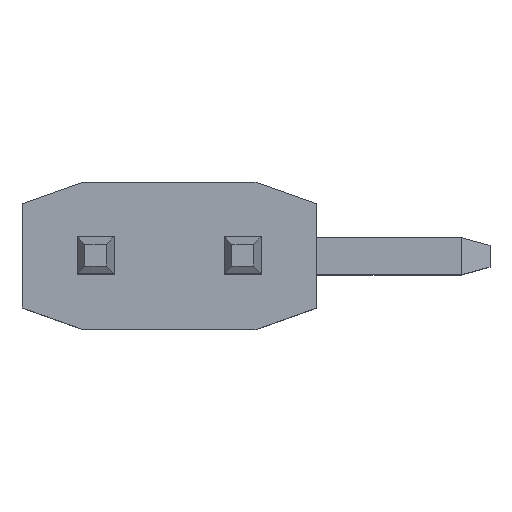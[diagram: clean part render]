
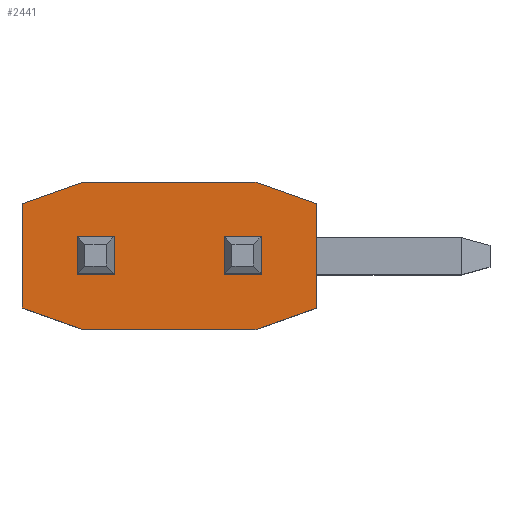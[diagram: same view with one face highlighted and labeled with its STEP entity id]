
A CAD part, top view. The second image highlights one B-rep face of the part: STEP entity #2441.
In plain terms, the highlighted planar face has unit normal (0, 0, 1).
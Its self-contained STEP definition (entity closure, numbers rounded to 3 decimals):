
#3 = CARTESIAN_POINT ( 'NONE',  ( 2.249, 3.523, 2.54 ) ) ;
#8 = ORIENTED_EDGE ( 'NONE', *, *, #1234, .T. ) ;
#13 = DIRECTION ( 'NONE',  ( -1., 0., 0. ) ) ;
#17 = CARTESIAN_POINT ( 'NONE',  ( 2.799, 2.573, 2.54 ) ) ;
#19 = DIRECTION ( 'NONE',  ( 0.942, 0.335, 0. ) ) ;
#34 = ORIENTED_EDGE ( 'NONE', *, *, #550, .T. ) ;
#55 = ORIENTED_EDGE ( 'NONE', *, *, #1657, .T. ) ;
#62 = CARTESIAN_POINT ( 'NONE',  ( 4.699, 2.573, 2.54 ) ) ;
#77 = LINE ( 'NONE', #839, #2200 ) ;
#86 = DIRECTION ( 'NONE',  ( -1., 0., 0. ) ) ;
#96 = VERTEX_POINT ( 'NONE', #62 ) ;
#139 = EDGE_CURVE ( 'NONE', #1048, #493, #1192, .T. ) ;
#140 = VERTEX_POINT ( 'NONE', #2122 ) ;
#208 = CARTESIAN_POINT ( 'NONE',  ( 6.289, 3.153, 2.54 ) ) ;
#215 = CARTESIAN_POINT ( 'NONE',  ( 5.249, 0.983, 2.54 ) ) ;
#248 = EDGE_CURVE ( 'NONE', #1595, #2229, #2258, .T. ) ;
#297 = VECTOR ( 'NONE', #13, 1000. ) ;
#300 = CARTESIAN_POINT ( 'NONE',  ( 5.339, 1.933, 2.54 ) ) ;
#347 = ORIENTED_EDGE ( 'NONE', *, *, #1790, .T. ) ;
#360 = FACE_OUTER_BOUND ( 'NONE', #1585, .T. ) ;
#363 = VECTOR ( 'NONE', #1491, 1000. ) ;
#391 = LINE ( 'NONE', #564, #953 ) ;
#397 = LINE ( 'NONE', #1160, #1839 ) ;
#400 = CARTESIAN_POINT ( 'NONE',  ( 2.799, 1.933, 2.54 ) ) ;
#415 = VECTOR ( 'NONE', #1386, 1000. ) ;
#416 = ORIENTED_EDGE ( 'NONE', *, *, #2068, .T. ) ;
#417 = EDGE_CURVE ( 'NONE', #2085, #140, #77, .T. ) ;
#475 = LINE ( 'NONE', #1995, #958 ) ;
#493 = VERTEX_POINT ( 'NONE', #1896 ) ;
#515 = EDGE_LOOP ( 'NONE', ( #1908, #347, #2151, #55 ) ) ;
#523 = VERTEX_POINT ( 'NONE', #1563 ) ;
#539 = CARTESIAN_POINT ( 'NONE',  ( 1.209, 1.353, 2.54 ) ) ;
#543 = CARTESIAN_POINT ( 'NONE',  ( 5.339, 2.573, 2.54 ) ) ;
#550 = EDGE_CURVE ( 'NONE', #140, #858, #934, .T. ) ;
#562 = CARTESIAN_POINT ( 'NONE',  ( 5.249, 3.523, 2.54 ) ) ;
#564 = CARTESIAN_POINT ( 'NONE',  ( 1.209, 3.153, 2.54 ) ) ;
#565 = VECTOR ( 'NONE', #1177, 1000. ) ;
#605 = VECTOR ( 'NONE', #881, 1000. ) ;
#673 = VECTOR ( 'NONE', #984, 1000. ) ;
#710 = VECTOR ( 'NONE', #86, 1000. ) ;
#750 = EDGE_CURVE ( 'NONE', #1439, #983, #1800, .T. ) ;
#819 = CARTESIAN_POINT ( 'NONE',  ( 2.159, 0., 2.54 ) ) ;
#839 = CARTESIAN_POINT ( 'NONE',  ( 6.289, 1.353, 2.54 ) ) ;
#858 = VERTEX_POINT ( 'NONE', #208 ) ;
#871 = VECTOR ( 'NONE', #1834, 1000. ) ;
#881 = DIRECTION ( 'NONE',  ( 0., 1., 0. ) ) ;
#904 = DIRECTION ( 'NONE',  ( -1., 0., 0. ) ) ;
#934 = LINE ( 'NONE', #2447, #605 ) ;
#953 = VECTOR ( 'NONE', #2239, 1000. ) ;
#958 = VECTOR ( 'NONE', #1623, 1000. ) ;
#983 = VERTEX_POINT ( 'NONE', #2169 ) ;
#984 = DIRECTION ( 'NONE',  ( 1., 0., 0. ) ) ;
#1026 = DIRECTION ( 'NONE',  ( 0., -1., 0. ) ) ;
#1048 = VERTEX_POINT ( 'NONE', #539 ) ;
#1073 = AXIS2_PLACEMENT_3D ( 'NONE', #1296, #1711, #1146 ) ;
#1081 = EDGE_CURVE ( 'NONE', #2170, #2452, #1351, .T. ) ;
#1090 = LINE ( 'NONE', #1133, #363 ) ;
#1097 = EDGE_CURVE ( 'NONE', #2452, #523, #391, .T. ) ;
#1133 = CARTESIAN_POINT ( 'NONE',  ( 4.699, 0., 2.54 ) ) ;
#1146 = DIRECTION ( 'NONE',  ( -1., 0., 0. ) ) ;
#1160 = CARTESIAN_POINT ( 'NONE',  ( 0., 2.573, 2.54 ) ) ;
#1177 = DIRECTION ( 'NONE',  ( -0.942, 0.335, 0. ) ) ;
#1192 = LINE ( 'NONE', #2331, #415 ) ;
#1200 = EDGE_CURVE ( 'NONE', #493, #2085, #1975, .T. ) ;
#1201 = DIRECTION ( 'NONE',  ( 1., 0., 0. ) ) ;
#1234 = EDGE_CURVE ( 'NONE', #983, #1756, #1748, .T. ) ;
#1264 = ORIENTED_EDGE ( 'NONE', *, *, #1200, .T. ) ;
#1282 = EDGE_LOOP ( 'NONE', ( #416, #2093, #2034, #8 ) ) ;
#1296 = CARTESIAN_POINT ( 'NONE',  ( 0., 0., 2.54 ) ) ;
#1318 = FACE_BOUND ( 'NONE', #1282, .T. ) ;
#1321 = CARTESIAN_POINT ( 'NONE',  ( 5.249, 0.983, 2.54 ) ) ;
#1325 = VECTOR ( 'NONE', #2101, 1000. ) ;
#1329 = ORIENTED_EDGE ( 'NONE', *, *, #417, .T. ) ;
#1351 = LINE ( 'NONE', #3, #2346 ) ;
#1386 = DIRECTION ( 'NONE',  ( 0.942, -0.335, 0. ) ) ;
#1439 = VERTEX_POINT ( 'NONE', #400 ) ;
#1465 = LINE ( 'NONE', #2025, #871 ) ;
#1491 = DIRECTION ( 'NONE',  ( 0., 1., 0. ) ) ;
#1563 = CARTESIAN_POINT ( 'NONE',  ( 1.209, 3.153, 2.54 ) ) ;
#1585 = EDGE_LOOP ( 'NONE', ( #1829, #1264, #1329, #34, #2253, #2226, #2349, #1656 ) ) ;
#1595 = VERTEX_POINT ( 'NONE', #300 ) ;
#1603 = EDGE_CURVE ( 'NONE', #2146, #1439, #475, .T. ) ;
#1623 = DIRECTION ( 'NONE',  ( 0., -1., 0. ) ) ;
#1656 = ORIENTED_EDGE ( 'NONE', *, *, #2400, .T. ) ;
#1657 = EDGE_CURVE ( 'NONE', #2229, #96, #1090, .T. ) ;
#1689 = VERTEX_POINT ( 'NONE', #543 ) ;
#1711 = DIRECTION ( 'NONE',  ( 0., 0., -1. ) ) ;
#1748 = LINE ( 'NONE', #819, #1325 ) ;
#1756 = VERTEX_POINT ( 'NONE', #2308 ) ;
#1779 = CARTESIAN_POINT ( 'NONE',  ( 0., 2.573, 2.54 ) ) ;
#1782 = EDGE_CURVE ( 'NONE', #96, #1689, #397, .T. ) ;
#1790 = EDGE_CURVE ( 'NONE', #1689, #1595, #2007, .T. ) ;
#1800 = LINE ( 'NONE', #2163, #710 ) ;
#1829 = ORIENTED_EDGE ( 'NONE', *, *, #139, .T. ) ;
#1834 = DIRECTION ( 'NONE',  ( 0., -1., 0. ) ) ;
#1839 = VECTOR ( 'NONE', #1201, 1000. ) ;
#1843 = VECTOR ( 'NONE', #2209, 1000. ) ;
#1859 = PLANE ( 'NONE',  #1073 ) ;
#1896 = CARTESIAN_POINT ( 'NONE',  ( 2.249, 0.983, 2.54 ) ) ;
#1897 = FACE_BOUND ( 'NONE', #515, .T. ) ;
#1908 = ORIENTED_EDGE ( 'NONE', *, *, #1782, .T. ) ;
#1926 = CARTESIAN_POINT ( 'NONE',  ( 5.249, 3.523, 2.54 ) ) ;
#1975 = LINE ( 'NONE', #215, #673 ) ;
#1979 = CARTESIAN_POINT ( 'NONE',  ( 5.339, 0., 2.54 ) ) ;
#1995 = CARTESIAN_POINT ( 'NONE',  ( 2.799, 0., 2.54 ) ) ;
#2007 = LINE ( 'NONE', #1979, #2178 ) ;
#2025 = CARTESIAN_POINT ( 'NONE',  ( 1.209, 1.353, 2.54 ) ) ;
#2034 = ORIENTED_EDGE ( 'NONE', *, *, #750, .T. ) ;
#2045 = CARTESIAN_POINT ( 'NONE',  ( 2.249, 3.523, 2.54 ) ) ;
#2047 = CARTESIAN_POINT ( 'NONE',  ( 0., 1.933, 2.54 ) ) ;
#2068 = EDGE_CURVE ( 'NONE', #1756, #2146, #2399, .T. ) ;
#2085 = VERTEX_POINT ( 'NONE', #1321 ) ;
#2093 = ORIENTED_EDGE ( 'NONE', *, *, #1603, .T. ) ;
#2101 = DIRECTION ( 'NONE',  ( 0., 1., 0. ) ) ;
#2122 = CARTESIAN_POINT ( 'NONE',  ( 6.289, 1.353, 2.54 ) ) ;
#2146 = VERTEX_POINT ( 'NONE', #17 ) ;
#2151 = ORIENTED_EDGE ( 'NONE', *, *, #248, .T. ) ;
#2163 = CARTESIAN_POINT ( 'NONE',  ( 0., 1.933, 2.54 ) ) ;
#2169 = CARTESIAN_POINT ( 'NONE',  ( 2.159, 1.933, 2.54 ) ) ;
#2170 = VERTEX_POINT ( 'NONE', #562 ) ;
#2178 = VECTOR ( 'NONE', #1026, 1000. ) ;
#2200 = VECTOR ( 'NONE', #19, 1000. ) ;
#2209 = DIRECTION ( 'NONE',  ( 1., 0., 0. ) ) ;
#2226 = ORIENTED_EDGE ( 'NONE', *, *, #1081, .T. ) ;
#2229 = VERTEX_POINT ( 'NONE', #2298 ) ;
#2239 = DIRECTION ( 'NONE',  ( -0.942, -0.335, 0. ) ) ;
#2249 = EDGE_CURVE ( 'NONE', #858, #2170, #2314, .T. ) ;
#2253 = ORIENTED_EDGE ( 'NONE', *, *, #2249, .T. ) ;
#2258 = LINE ( 'NONE', #2047, #297 ) ;
#2298 = CARTESIAN_POINT ( 'NONE',  ( 4.699, 1.933, 2.54 ) ) ;
#2308 = CARTESIAN_POINT ( 'NONE',  ( 2.159, 2.573, 2.54 ) ) ;
#2314 = LINE ( 'NONE', #1926, #565 ) ;
#2331 = CARTESIAN_POINT ( 'NONE',  ( 2.249, 0.983, 2.54 ) ) ;
#2346 = VECTOR ( 'NONE', #904, 1000. ) ;
#2349 = ORIENTED_EDGE ( 'NONE', *, *, #1097, .T. ) ;
#2399 = LINE ( 'NONE', #1779, #1843 ) ;
#2400 = EDGE_CURVE ( 'NONE', #523, #1048, #1465, .T. ) ;
#2441 = ADVANCED_FACE ( 'NONE', ( #1897, #1318, #360 ), #1859, .F. ) ;
#2447 = CARTESIAN_POINT ( 'NONE',  ( 6.289, 3.153, 2.54 ) ) ;
#2452 = VERTEX_POINT ( 'NONE', #2045 ) ;
